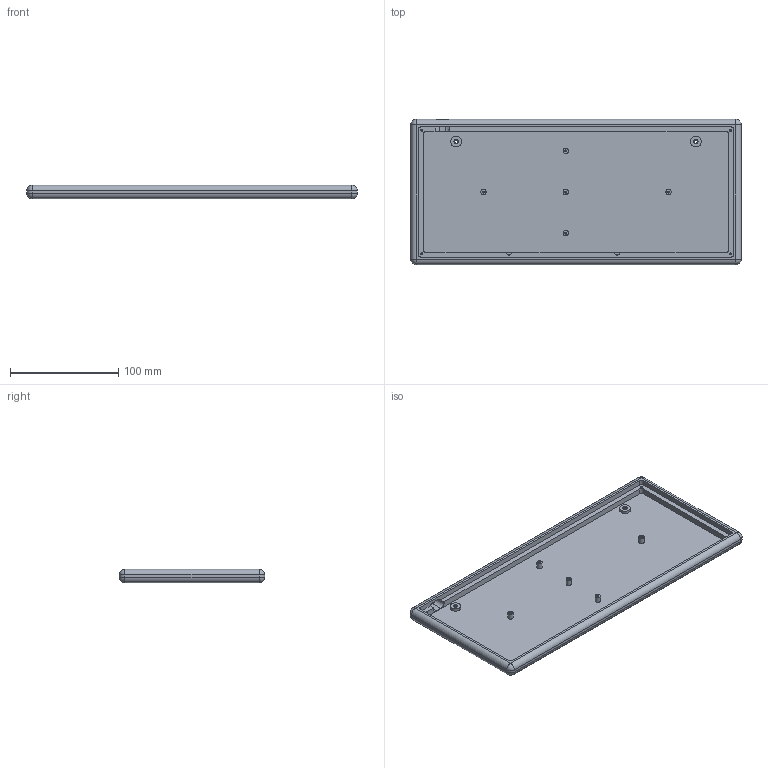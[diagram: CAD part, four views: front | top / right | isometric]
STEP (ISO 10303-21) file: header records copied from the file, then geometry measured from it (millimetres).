
FILE_DESCRIPTION(/* description */ (''),/* implementation_level */ '2;1');
FILE_NAME(/* name */ '5f3987c761901413dc74bd39',/* time_stamp */ '2020-08-16T19:23:52+00:00',/* author */ (''),/* organization */ (''),/* preprocessor_version */ 'ST-DEVELOPER v16.7',/* originating_system */ $,/* authorisation */ $);
FILE_SCHEMA (('AUTOMOTIVE_DESIGN {1 0 10303 214 3 1 1}'));
Length unit declared in the file: metre
Products named in the file (1): Part 29
Bounding box: 306 x 134.6 x 12.5 mm (x, y, z)
Volume: 155052.4 mm3; surface area: 99175.4 mm2
Topology: 1 solids, 1 shells, 154 faces, 410 edges, 271 vertices
Faces by surface type: cylinder 57, plane 45, bspline 26, cone 18, sphere 8
Full cylindrical faces by diameter (mm): 5 x5, 10 x6, 22.2 x2
Entity records: 21132 total; most frequent: CARTESIAN_POINT 17992, ORIENTED_EDGE 702, DIRECTION 564, EDGE_CURVE 351, VERTEX_POINT 251, AXIS2_PLACEMENT_3D 241, EDGE_LOOP 194, FACE_BOUND 194
